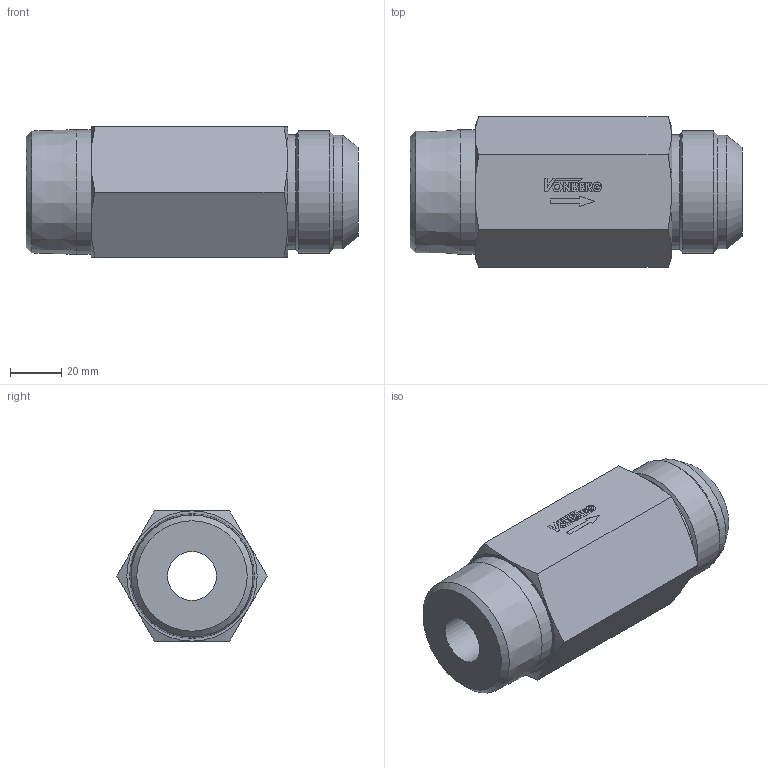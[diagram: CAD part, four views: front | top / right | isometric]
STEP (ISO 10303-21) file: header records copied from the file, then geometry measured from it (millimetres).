
FILE_DESCRIPTION((''),'2;1');
FILE_NAME('28051-512.stp','2015-02-16T09:15:48',('jml'),(''),'Autodesk Inventor 2010','Autodesk Inventor 2010','');
FILE_SCHEMA(('AUTOMOTIVE_DESIGN { 1 0 10303 214 1 1 1 1 }'));
Length unit declared in the file: inch
Products named in the file (1): 220804
Bounding box: 129.54 x 58.66 x 50.8 mm (x, y, z)
Volume: 224013.9 mm3; surface area: 32263.5 mm2
Topology: 1 solids, 1 shells, 130 faces, 321 edges, 208 vertices
Faces by surface type: plane 93, cylinder 19, cone 17, bspline 1
Full cylindrical faces by diameter (mm): 2.088 x1, 44.323 x1, 44.653 x1, 47.625 x1, 48.641 x1
Entity records: 3854 total; most frequent: CARTESIAN_POINT 712, ORIENTED_EDGE 618, DIRECTION 600, EDGE_CURVE 309, VECTOR 230, LINE 230, VERTEX_POINT 207, AXIS2_PLACEMENT_3D 185
